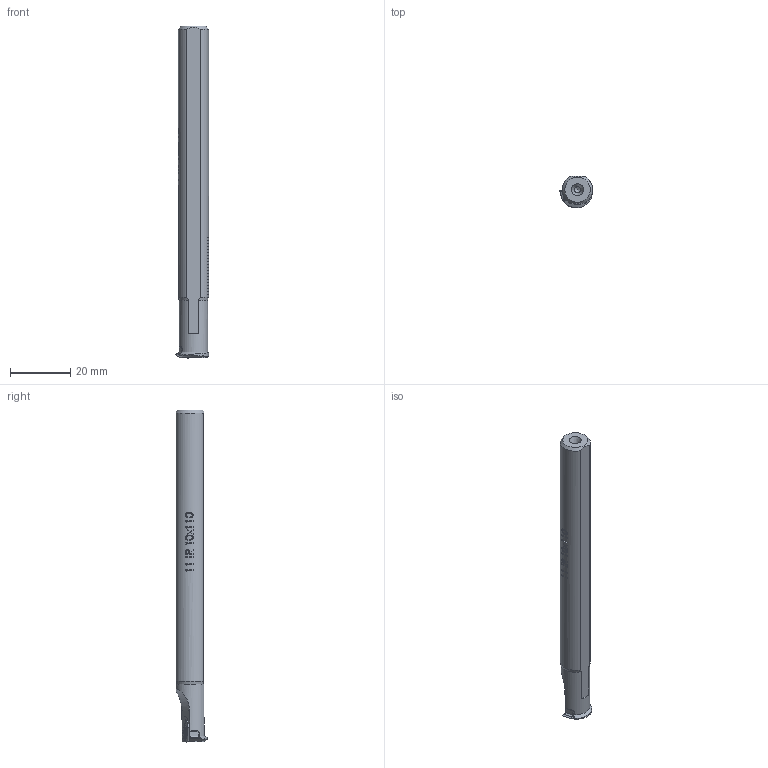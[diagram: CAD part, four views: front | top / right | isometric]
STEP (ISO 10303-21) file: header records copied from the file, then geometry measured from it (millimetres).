
FILE_DESCRIPTION (( 'STEP AP214' ), '1' );
FILE_NAME ('CL-11IR 10x110.STEP', '2020-11-05T14:55:13', ( '' ), ( '' ), 'SwSTEP 2.0', 'SolidWorks 2020', '' );
FILE_SCHEMA (( 'AUTOMOTIVE_DESIGN' ));
Length unit declared in the file: millimetre
Products named in the file (3): NOCUT; CL-11IR 10x110; CUT
Assembly tree (2 placements, depth 2):
  CL-11IR 10x110
    NOCUT
    CUT
Bounding box: 11 x 10.34 x 110 mm (x, y, z)
Volume: 7975.2 mm3; surface area: 3735.2 mm2
Topology: 2 solids, 2 shells, 332 faces, 860 edges, 573 vertices
Faces by surface type: plane 200, cylinder 64, bspline 57, cone 11
Full cylindrical faces by diameter (mm): 2 x1, 3.2 x1
Entity records: 13457 total; most frequent: CARTESIAN_POINT 5749, ORIENTED_EDGE 1686, DIRECTION 1360, EDGE_CURVE 843, VERTEX_POINT 567, LINE 476, VECTOR 476, AXIS2_PLACEMENT_3D 442
